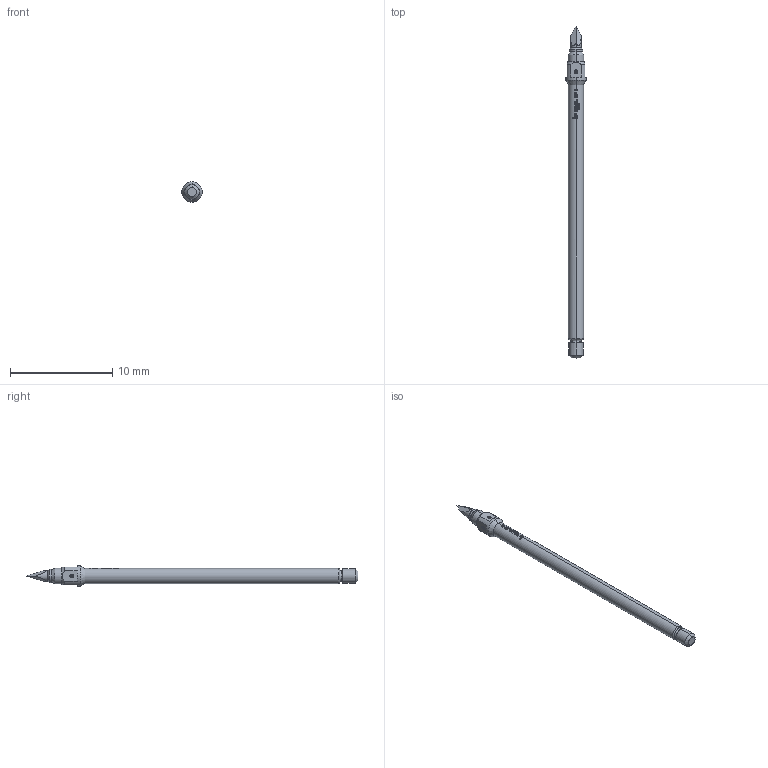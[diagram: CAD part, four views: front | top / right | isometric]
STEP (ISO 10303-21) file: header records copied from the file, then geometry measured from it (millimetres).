
FILE_DESCRIPTION (( 'STEP AP203' ), '1' );
FILE_NAME ('INGUN_PKS-171_291_100_A_xx02_M.STEP', '2022-03-04T10:33:09', ( 'ochi' ), ( '' ), 'SwSTEP 2.0', 'SolidWorks 2018', '' );
FILE_SCHEMA (( 'CONFIG_CONTROL_DESIGN' ));
Length unit declared in the file: millimetre
Products named in the file (1): INGUN_PKS-171_291_100_A_xx02_M
Bounding box: 2 x 32.5 x 2 mm (x, y, z)
Volume: 54.2 mm3; surface area: 151.6 mm2
Topology: 1 solids, 1 shells, 137 faces, 360 edges, 233 vertices
Faces by surface type: plane 60, cylinder 31, bspline 30, cone 10, torus 6
Entity records: 5139 total; most frequent: CARTESIAN_POINT 1881, ORIENTED_EDGE 720, DIRECTION 596, EDGE_CURVE 360, AXIS2_PLACEMENT_3D 240, VERTEX_POINT 233, EDGE_LOOP 145, ADVANCED_FACE 137
